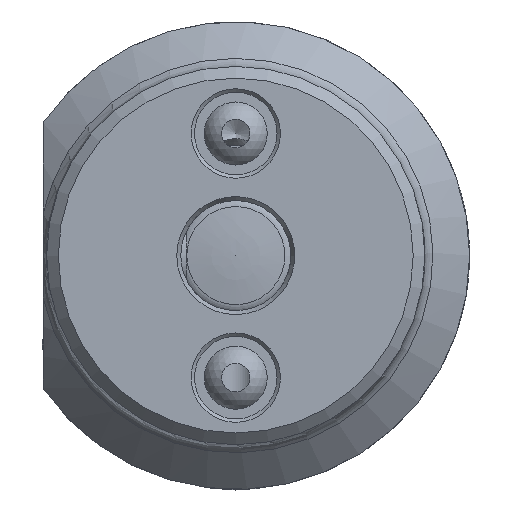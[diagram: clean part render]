
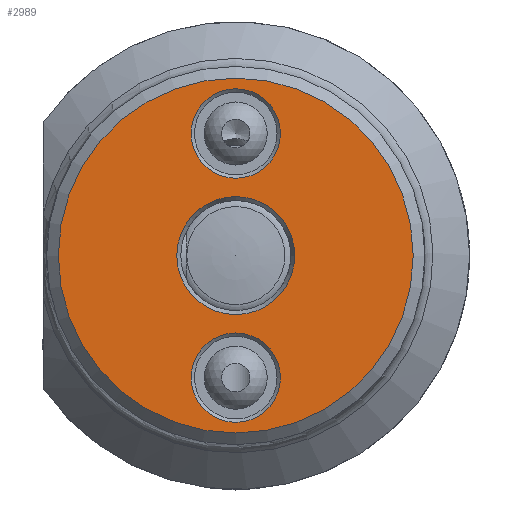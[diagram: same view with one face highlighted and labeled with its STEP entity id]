
A CAD part, left-side view. The second image highlights one B-rep face of the part: STEP entity #2989.
In plain terms, the highlighted planar face has unit normal (-1, 0, 0).
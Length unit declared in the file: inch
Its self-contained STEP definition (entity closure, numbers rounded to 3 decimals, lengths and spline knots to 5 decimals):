
#224=FACE_BOUND('',#878,.T.);
#225=FACE_BOUND('',#879,.T.);
#226=FACE_BOUND('',#880,.T.);
#281=PLANE('',#3297);
#711=FACE_OUTER_BOUND('',#877,.T.);
#877=EDGE_LOOP('',(#2409));
#878=EDGE_LOOP('',(#2410));
#879=EDGE_LOOP('',(#2411));
#880=EDGE_LOOP('',(#2412));
#1013=CIRCLE('',#3232,1.01575);
#1023=CIRCLE('',#3247,0.33769);
#1052=CIRCLE('',#3292,0.25591);
#1056=CIRCLE('',#3298,0.25591);
#1246=VERTEX_POINT('',#5015);
#1293=VERTEX_POINT('',#5516);
#1331=VERTEX_POINT('',#5684);
#1335=VERTEX_POINT('',#5696);
#1616=EDGE_CURVE('',#1246,#1246,#1013,.T.);
#1671=EDGE_CURVE('',#1293,#1293,#1023,.T.);
#1721=EDGE_CURVE('',#1331,#1331,#1052,.T.);
#1727=EDGE_CURVE('',#1335,#1335,#1056,.T.);
#2409=ORIENTED_EDGE('',*,*,#1616,.F.);
#2410=ORIENTED_EDGE('',*,*,#1721,.F.);
#2411=ORIENTED_EDGE('',*,*,#1671,.F.);
#2412=ORIENTED_EDGE('',*,*,#1727,.F.);
#2989=ADVANCED_FACE('',(#711,#224,#225,#226),#281,.T.);
#3232=AXIS2_PLACEMENT_3D('',#5017,#3812,#3813);
#3247=AXIS2_PLACEMENT_3D('',#5517,#3850,#3851);
#3292=AXIS2_PLACEMENT_3D('',#5685,#3950,#3951);
#3297=AXIS2_PLACEMENT_3D('',#5695,#3962,#3963);
#3298=AXIS2_PLACEMENT_3D('',#5697,#3964,#3965);
#3812=DIRECTION('center_axis',(1.,0.,0.));
#3813=DIRECTION('ref_axis',(0.,-1.,0.));
#3850=DIRECTION('center_axis',(-1.,0.,0.));
#3851=DIRECTION('ref_axis',(0.,1.,0.));
#3950=DIRECTION('center_axis',(-1.,0.,0.));
#3951=DIRECTION('ref_axis',(0.,1.,0.));
#3962=DIRECTION('center_axis',(-1.,0.,0.));
#3963=DIRECTION('ref_axis',(0.,0.,1.));
#3964=DIRECTION('center_axis',(-1.,0.,0.));
#3965=DIRECTION('ref_axis',(0.,1.,0.));
#5015=CARTESIAN_POINT('',(-2.3622,1.01575,0.));
#5017=CARTESIAN_POINT('Origin',(-2.3622,0.,0.));
#5516=CARTESIAN_POINT('',(-2.3622,-0.33769,0.));
#5517=CARTESIAN_POINT('Origin',(-2.3622,0.,0.));
#5684=CARTESIAN_POINT('',(-2.3622,-0.25591,-0.69882));
#5685=CARTESIAN_POINT('Origin',(-2.3622,0.,-0.69882));
#5695=CARTESIAN_POINT('Origin',(-2.3622,0.54134,0.));
#5696=CARTESIAN_POINT('',(-2.3622,-0.25591,0.69882));
#5697=CARTESIAN_POINT('Origin',(-2.3622,0.,0.69882));
